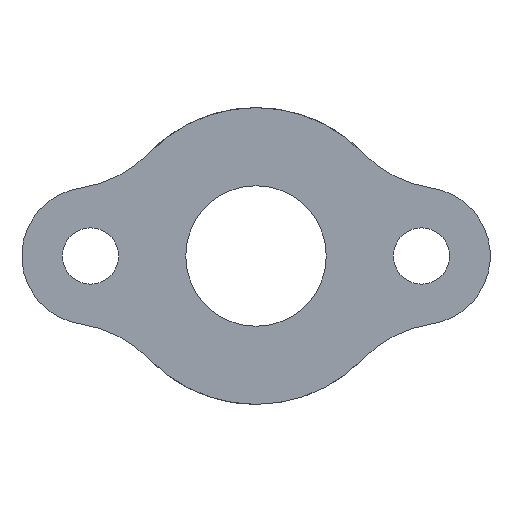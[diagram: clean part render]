
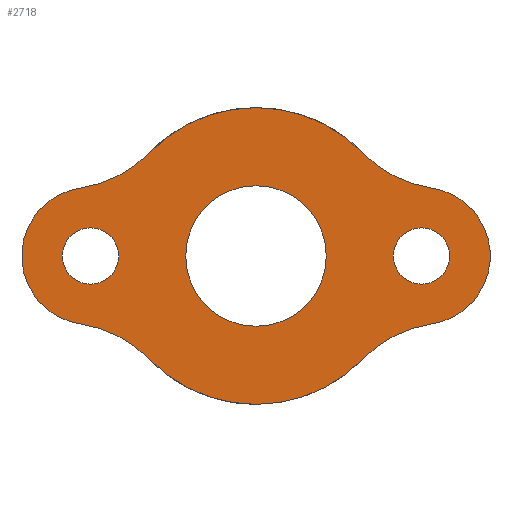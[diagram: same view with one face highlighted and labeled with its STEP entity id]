
A CAD part, front view. The second image highlights one B-rep face of the part: STEP entity #2718.
In plain terms, the highlighted planar face has unit normal (0, -1, 0).
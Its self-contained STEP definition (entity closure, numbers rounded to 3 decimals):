
#52 = CARTESIAN_POINT ( 'NONE',  ( -4.326, -0.695, 4.206 ) ) ;
#58 = CARTESIAN_POINT ( 'NONE',  ( 6.731, -0.695, -1.143 ) ) ;
#65 = CARTESIAN_POINT ( 'NONE',  ( -6.731, -0.695, 0. ) ) ;
#108 = EDGE_CURVE ( 'NONE', #2964, #4988, #4603, .T. ) ;
#264 = ORIENTED_EDGE ( 'NONE', *, *, #812, .F. ) ;
#346 = VERTEX_POINT ( 'NONE', #4972 ) ;
#458 = CARTESIAN_POINT ( 'NONE',  ( -7.141, -0.695, 2.764 ) ) ;
#508 = CARTESIAN_POINT ( 'NONE',  ( 0., -0.695, 0. ) ) ;
#511 = CARTESIAN_POINT ( 'NONE',  ( -6.731, -0.695, 1.143 ) ) ;
#544 = DIRECTION ( 'NONE',  ( 0., 1., 0. ) ) ;
#569 = CARTESIAN_POINT ( 'NONE',  ( 0., -0.695, 0. ) ) ;
#635 = DIRECTION ( 'NONE',  ( 0., 1., 0. ) ) ;
#649 = CARTESIAN_POINT ( 'NONE',  ( 0., -0.695, 0. ) ) ;
#678 = DIRECTION ( 'NONE',  ( 0., 1., 0. ) ) ;
#716 = EDGE_CURVE ( 'NONE', #3449, #3484, #3764, .T. ) ;
#752 = EDGE_CURVE ( 'NONE', #3484, #3449, #2246, .T. ) ;
#754 = VERTEX_POINT ( 'NONE', #1423 ) ;
#803 = DIRECTION ( 'NONE',  ( 0., 1., 0. ) ) ;
#812 = EDGE_CURVE ( 'NONE', #2633, #3233, #2337, .T. ) ;
#815 = AXIS2_PLACEMENT_3D ( 'NONE', #569, #544, #4130 ) ;
#875 = DIRECTION ( 'NONE',  ( 0., 1., 0. ) ) ;
#908 = DIRECTION ( 'NONE',  ( 0., 0., -1. ) ) ;
#909 = VERTEX_POINT ( 'NONE', #4502 ) ;
#973 = CIRCLE ( 'NONE', #1317, 4.939 ) ;
#974 = EDGE_CURVE ( 'NONE', #1778, #1882, #3007, .T. ) ;
#1022 = DIRECTION ( 'NONE',  ( 0., 1., 0. ) ) ;
#1065 = CARTESIAN_POINT ( 'NONE',  ( -6.731, -0.695, -1.143 ) ) ;
#1157 = CARTESIAN_POINT ( 'NONE',  ( 7.141, -0.695, -2.764 ) ) ;
#1173 = CIRCLE ( 'NONE', #4110, 6.033 ) ;
#1196 = DIRECTION ( 'NONE',  ( 0., 0., -1. ) ) ;
#1249 = DIRECTION ( 'NONE',  ( 0., 1., 0. ) ) ;
#1259 = CIRCLE ( 'NONE', #1421, 4.939 ) ;
#1298 = DIRECTION ( 'NONE',  ( 0., -1., 0. ) ) ;
#1317 = AXIS2_PLACEMENT_3D ( 'NONE', #4469, #3236, #2100 ) ;
#1376 = FACE_OUTER_BOUND ( 'NONE', #3692, .T. ) ;
#1421 = AXIS2_PLACEMENT_3D ( 'NONE', #3248, #1298, #4851 ) ;
#1423 = CARTESIAN_POINT ( 'NONE',  ( 4.326, -0.695, 4.206 ) ) ;
#1451 = DIRECTION ( 'NONE',  ( 0., 0., 1. ) ) ;
#1472 = DIRECTION ( 'NONE',  ( 0., 0., 1. ) ) ;
#1639 = DIRECTION ( 'NONE',  ( 0., 0., 1. ) ) ;
#1672 = DIRECTION ( 'NONE',  ( 0., 0., 1. ) ) ;
#1755 = ORIENTED_EDGE ( 'NONE', *, *, #4811, .F. ) ;
#1773 = VERTEX_POINT ( 'NONE', #458 ) ;
#1778 = VERTEX_POINT ( 'NONE', #58 ) ;
#1808 = DIRECTION ( 'NONE',  ( 0., 0., 1. ) ) ;
#1825 = AXIS2_PLACEMENT_3D ( 'NONE', #649, #678, #1472 ) ;
#1840 = ORIENTED_EDGE ( 'NONE', *, *, #5192, .F. ) ;
#1882 = VERTEX_POINT ( 'NONE', #4455 ) ;
#1973 = EDGE_CURVE ( 'NONE', #2290, #346, #1259, .T. ) ;
#2015 = AXIS2_PLACEMENT_3D ( 'NONE', #65, #803, #1672 ) ;
#2072 = DIRECTION ( 'NONE',  ( 0., 1., 0. ) ) ;
#2077 = DIRECTION ( 'NONE',  ( 0., -1., 0. ) ) ;
#2082 = CIRCLE ( 'NONE', #815, 6.033 ) ;
#2100 = DIRECTION ( 'NONE',  ( 0., 0., -1. ) ) ;
#2146 = ORIENTED_EDGE ( 'NONE', *, *, #2427, .F. ) ;
#2154 = ORIENTED_EDGE ( 'NONE', *, *, #1973, .F. ) ;
#2178 = CARTESIAN_POINT ( 'NONE',  ( 6.731, -0.695, 0. ) ) ;
#2184 = VERTEX_POINT ( 'NONE', #52 ) ;
#2187 = DIRECTION ( 'NONE',  ( 0., 0., 1. ) ) ;
#2223 = EDGE_LOOP ( 'NONE', ( #4259, #5017 ) ) ;
#2232 = CARTESIAN_POINT ( 'NONE',  ( 6.731, -0.695, 0. ) ) ;
#2246 = CIRCLE ( 'NONE', #2502, 2.856 ) ;
#2249 = AXIS2_PLACEMENT_3D ( 'NONE', #3327, #3797, #4925 ) ;
#2290 = VERTEX_POINT ( 'NONE', #4007 ) ;
#2337 = CIRCLE ( 'NONE', #4027, 2.794 ) ;
#2416 = AXIS2_PLACEMENT_3D ( 'NONE', #3876, #5046, #1451 ) ;
#2417 = CARTESIAN_POINT ( 'NONE',  ( -7.866, -0.695, 7.649 ) ) ;
#2424 = EDGE_LOOP ( 'NONE', ( #2873, #2567 ) ) ;
#2427 = EDGE_CURVE ( 'NONE', #2184, #754, #3275, .T. ) ;
#2502 = AXIS2_PLACEMENT_3D ( 'NONE', #4177, #3398, #3023 ) ;
#2567 = ORIENTED_EDGE ( 'NONE', *, *, #2903, .T. ) ;
#2584 = FACE_BOUND ( 'NONE', #4309, .T. ) ;
#2633 = VERTEX_POINT ( 'NONE', #2858 ) ;
#2689 = EDGE_CURVE ( 'NONE', #3458, #909, #1173, .T. ) ;
#2700 = DIRECTION ( 'NONE',  ( 0., 0., 1. ) ) ;
#2718 = ADVANCED_FACE ( 'NONE', ( #1376, #2584, #3406, #2977 ), #4532, .T. ) ;
#2832 = CIRCLE ( 'NONE', #3746, 4.939 ) ;
#2841 = CARTESIAN_POINT ( 'NONE',  ( 0., -0.695, 2.856 ) ) ;
#2858 = CARTESIAN_POINT ( 'NONE',  ( 7.141, -0.695, 2.764 ) ) ;
#2873 = ORIENTED_EDGE ( 'NONE', *, *, #974, .T. ) ;
#2903 = EDGE_CURVE ( 'NONE', #1882, #1778, #4277, .T. ) ;
#2964 = VERTEX_POINT ( 'NONE', #1065 ) ;
#2977 = FACE_BOUND ( 'NONE', #2223, .T. ) ;
#3007 = CIRCLE ( 'NONE', #4441, 1.143 ) ;
#3023 = DIRECTION ( 'NONE',  ( 0., 0., 1. ) ) ;
#3087 = AXIS2_PLACEMENT_3D ( 'NONE', #4402, #1249, #1196 ) ;
#3091 = EDGE_CURVE ( 'NONE', #346, #1773, #4528, .T. ) ;
#3233 = VERTEX_POINT ( 'NONE', #1157 ) ;
#3236 = DIRECTION ( 'NONE',  ( 0., -1., 0. ) ) ;
#3248 = CARTESIAN_POINT ( 'NONE',  ( -7.866, -0.695, -7.649 ) ) ;
#3270 = ORIENTED_EDGE ( 'NONE', *, *, #3359, .F. ) ;
#3275 = CIRCLE ( 'NONE', #3351, 6.033 ) ;
#3327 = CARTESIAN_POINT ( 'NONE',  ( -7.299, -0.695, -3.824 ) ) ;
#3337 = ORIENTED_EDGE ( 'NONE', *, *, #2689, .F. ) ;
#3345 = ORIENTED_EDGE ( 'NONE', *, *, #108, .T. ) ;
#3351 = AXIS2_PLACEMENT_3D ( 'NONE', #4726, #635, #2700 ) ;
#3359 = EDGE_CURVE ( 'NONE', #754, #2633, #973, .T. ) ;
#3398 = DIRECTION ( 'NONE',  ( 0., 1., 0. ) ) ;
#3406 = FACE_BOUND ( 'NONE', #2424, .T. ) ;
#3449 = VERTEX_POINT ( 'NONE', #2841 ) ;
#3458 = VERTEX_POINT ( 'NONE', #4494 ) ;
#3459 = EDGE_CURVE ( 'NONE', #1773, #2184, #2832, .T. ) ;
#3484 = VERTEX_POINT ( 'NONE', #4055 ) ;
#3692 = EDGE_LOOP ( 'NONE', ( #2154, #1755, #3337, #1840, #264, #3270, #2146, #4321, #5141 ) ) ;
#3746 = AXIS2_PLACEMENT_3D ( 'NONE', #2417, #2077, #4443 ) ;
#3764 = CIRCLE ( 'NONE', #1825, 2.856 ) ;
#3786 = DIRECTION ( 'NONE',  ( 0., 0., 1. ) ) ;
#3797 = DIRECTION ( 'NONE',  ( 0., -1., 0. ) ) ;
#3876 = CARTESIAN_POINT ( 'NONE',  ( 7.866, -0.695, -7.649 ) ) ;
#4007 = CARTESIAN_POINT ( 'NONE',  ( -4.326, -0.695, -4.206 ) ) ;
#4027 = AXIS2_PLACEMENT_3D ( 'NONE', #4428, #875, #1639 ) ;
#4055 = CARTESIAN_POINT ( 'NONE',  ( 0., -0.695, -2.856 ) ) ;
#4110 = AXIS2_PLACEMENT_3D ( 'NONE', #508, #4968, #2187 ) ;
#4130 = DIRECTION ( 'NONE',  ( 0., 0., 1. ) ) ;
#4170 = CIRCLE ( 'NONE', #4852, 1.143 ) ;
#4177 = CARTESIAN_POINT ( 'NONE',  ( 0., -0.695, 0. ) ) ;
#4259 = ORIENTED_EDGE ( 'NONE', *, *, #752, .T. ) ;
#4277 = CIRCLE ( 'NONE', #4941, 1.143 ) ;
#4309 = EDGE_LOOP ( 'NONE', ( #3345, #5043 ) ) ;
#4321 = ORIENTED_EDGE ( 'NONE', *, *, #3459, .F. ) ;
#4402 = CARTESIAN_POINT ( 'NONE',  ( -6.731, -0.695, 0. ) ) ;
#4428 = CARTESIAN_POINT ( 'NONE',  ( 6.731, -0.695, 0. ) ) ;
#4441 = AXIS2_PLACEMENT_3D ( 'NONE', #2232, #1022, #1808 ) ;
#4443 = DIRECTION ( 'NONE',  ( 0., 0., 1. ) ) ;
#4455 = CARTESIAN_POINT ( 'NONE',  ( 6.731, -0.695, 1.143 ) ) ;
#4469 = CARTESIAN_POINT ( 'NONE',  ( 7.866, -0.695, 7.649 ) ) ;
#4494 = CARTESIAN_POINT ( 'NONE',  ( 4.326, -0.695, -4.206 ) ) ;
#4502 = CARTESIAN_POINT ( 'NONE',  ( 0., -0.695, -6.033 ) ) ;
#4512 = CARTESIAN_POINT ( 'NONE',  ( -6.731, -0.695, 0. ) ) ;
#4528 = CIRCLE ( 'NONE', #2015, 2.794 ) ;
#4532 = PLANE ( 'NONE',  #2249 ) ;
#4603 = CIRCLE ( 'NONE', #3087, 1.143 ) ;
#4654 = DIRECTION ( 'NONE',  ( 0., 1., 0. ) ) ;
#4682 = CIRCLE ( 'NONE', #2416, 4.939 ) ;
#4726 = CARTESIAN_POINT ( 'NONE',  ( 0., -0.695, 0. ) ) ;
#4811 = EDGE_CURVE ( 'NONE', #909, #2290, #2082, .T. ) ;
#4851 = DIRECTION ( 'NONE',  ( 0., 0., -1. ) ) ;
#4852 = AXIS2_PLACEMENT_3D ( 'NONE', #4512, #2072, #908 ) ;
#4925 = DIRECTION ( 'NONE',  ( 0., 0., -1. ) ) ;
#4941 = AXIS2_PLACEMENT_3D ( 'NONE', #2178, #4654, #3786 ) ;
#4968 = DIRECTION ( 'NONE',  ( 0., 1., 0. ) ) ;
#4972 = CARTESIAN_POINT ( 'NONE',  ( -7.141, -0.695, -2.764 ) ) ;
#4988 = VERTEX_POINT ( 'NONE', #511 ) ;
#5017 = ORIENTED_EDGE ( 'NONE', *, *, #716, .T. ) ;
#5021 = EDGE_CURVE ( 'NONE', #4988, #2964, #4170, .T. ) ;
#5043 = ORIENTED_EDGE ( 'NONE', *, *, #5021, .T. ) ;
#5046 = DIRECTION ( 'NONE',  ( 0., -1., 0. ) ) ;
#5141 = ORIENTED_EDGE ( 'NONE', *, *, #3091, .F. ) ;
#5192 = EDGE_CURVE ( 'NONE', #3233, #3458, #4682, .T. ) ;
